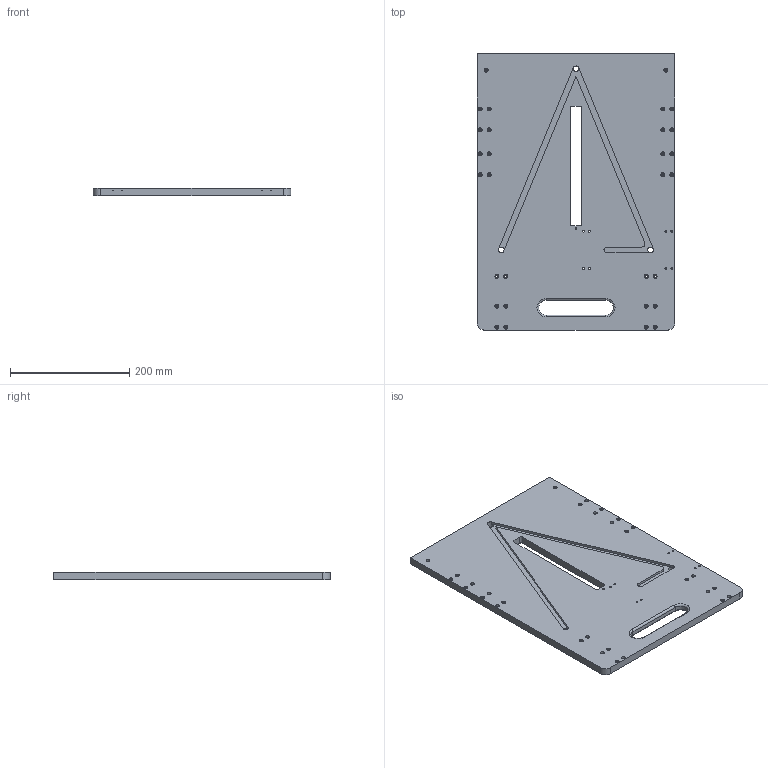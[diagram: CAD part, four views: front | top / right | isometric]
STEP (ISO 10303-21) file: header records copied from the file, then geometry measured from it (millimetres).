
FILE_DESCRIPTION((''),'2;1');
FILE_NAME('back board.ipt.step','2013-10-18T14:31:20',(''),(''),'Autodesk Inventor 2013','Autodesk Inventor 2013','');
FILE_SCHEMA(('AUTOMOTIVE_DESIGN { 1 0 10303 214 1 1 1 1 }'));
Length unit declared in the file: millimetre
Products named in the file (1): back board
Bounding box: 331 x 462.5 x 12.5 mm (x, y, z)
Volume: 1788174.5 mm3; surface area: 331484.3 mm2
Topology: 1 solids, 1 shells, 139 faces, 319 edges, 210 vertices
Faces by surface type: cylinder 86, plane 49, torus 4
Full cylindrical faces by diameter (mm): 3.1 x9, 3.4 x30, 6.5 x30, 9.525 x3
Entity records: 3823 total; most frequent: DIRECTION 703, CARTESIAN_POINT 591, ORIENTED_EDGE 488, EDGE_LOOP 327, AXIS2_PLACEMENT_3D 319, EDGE_CURVE 244, VERTEX_POINT 207, FACE_BOUND 188
